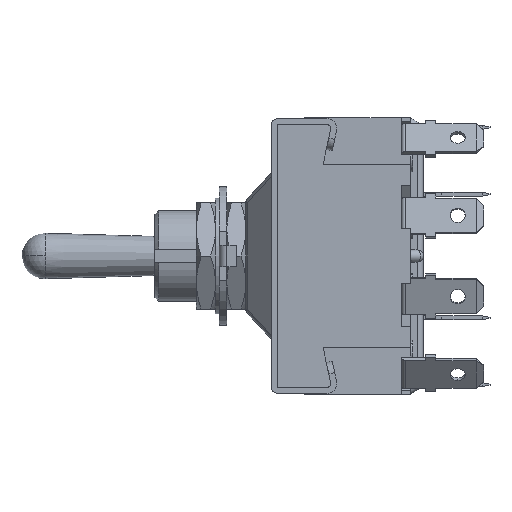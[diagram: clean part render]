
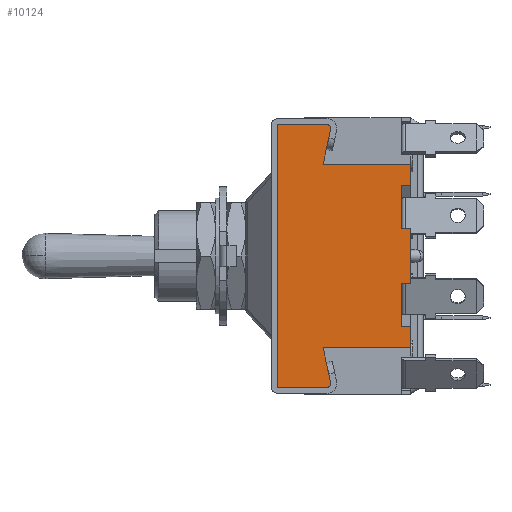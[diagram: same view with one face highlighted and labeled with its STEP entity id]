
A CAD part, left-side view. The second image highlights one B-rep face of the part: STEP entity #10124.
In plain terms, the highlighted planar face has unit normal (-1, 0, 0).
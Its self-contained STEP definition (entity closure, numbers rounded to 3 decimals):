
#9 = LINE ( 'NONE', #12752, #12521 ) ;
#56 = DIRECTION ( 'NONE',  ( 0., 0.21, 0.978 ) ) ;
#86 = CARTESIAN_POINT ( 'NONE',  ( -16.5, -6., -12.1 ) ) ;
#130 = CARTESIAN_POINT ( 'NONE',  ( -16.5, -17.5, 0. ) ) ;
#148 = CARTESIAN_POINT ( 'NONE',  ( -16.5, -16.3, -9.325 ) ) ;
#154 = CARTESIAN_POINT ( 'NONE',  ( -16.5, -17.5, 3.568 ) ) ;
#163 = CARTESIAN_POINT ( 'NONE',  ( -16.5, -16.3, -9.325 ) ) ;
#213 = VERTEX_POINT ( 'NONE', #10693 ) ;
#283 = EDGE_CURVE ( 'NONE', #213, #12078, #7481, .T. ) ;
#379 = CARTESIAN_POINT ( 'NONE',  ( -16.5, -6.5, 17.3 ) ) ;
#394 = ORIENTED_EDGE ( 'NONE', *, *, #2148, .F. ) ;
#402 = CIRCLE ( 'NONE', #2413, 0.5 ) ;
#451 = CARTESIAN_POINT ( 'NONE',  ( -16.5, -6.989, 16.695 ) ) ;
#573 = VERTEX_POINT ( 'NONE', #11668 ) ;
#662 = LINE ( 'NONE', #163, #10851 ) ;
#749 = CARTESIAN_POINT ( 'NONE',  ( -16.5, -6., 12.1 ) ) ;
#763 = CARTESIAN_POINT ( 'NONE',  ( -16.5, -6.5, -16.8 ) ) ;
#858 = DIRECTION ( 'NONE',  ( -1., 0., 0. ) ) ;
#907 = DIRECTION ( 'NONE',  ( 0., 0., -1. ) ) ;
#910 = EDGE_CURVE ( 'NONE', #12078, #8584, #12312, .T. ) ;
#1060 = EDGE_CURVE ( 'NONE', #11569, #4936, #8902, .T. ) ;
#1177 = CARTESIAN_POINT ( 'NONE',  ( -16.5, 0., -17.3 ) ) ;
#1214 = VECTOR ( 'NONE', #56, 1000. ) ;
#1223 = LINE ( 'NONE', #1418, #8917 ) ;
#1224 = PLANE ( 'NONE',  #6693 ) ;
#1418 = CARTESIAN_POINT ( 'NONE',  ( -16.5, -16.3, -9.325 ) ) ;
#1551 = CARTESIAN_POINT ( 'NONE',  ( -16.5, -17.5, 12.1 ) ) ;
#1714 = DIRECTION ( 'NONE',  ( 0., 0., -1. ) ) ;
#1732 = DIRECTION ( 'NONE',  ( 0., -1., 0. ) ) ;
#1779 = LINE ( 'NONE', #12509, #7414 ) ;
#2148 = EDGE_CURVE ( 'NONE', #573, #8584, #9, .T. ) ;
#2226 = CARTESIAN_POINT ( 'NONE',  ( -16.5, 0., 17.3 ) ) ;
#2275 = LINE ( 'NONE', #3005, #6661 ) ;
#2283 = VECTOR ( 'NONE', #5120, 1000. ) ;
#2304 = CARTESIAN_POINT ( 'NONE',  ( -16.5, -17.5, 0. ) ) ;
#2350 = VERTEX_POINT ( 'NONE', #1551 ) ;
#2413 = AXIS2_PLACEMENT_3D ( 'NONE', #763, #858, #907 ) ;
#2435 = LINE ( 'NONE', #7697, #10100 ) ;
#2505 = CARTESIAN_POINT ( 'NONE',  ( -16.5, -6.5, -17.3 ) ) ;
#2809 = CARTESIAN_POINT ( 'NONE',  ( -16.5, -6.989, 16.695 ) ) ;
#2810 = CARTESIAN_POINT ( 'NONE',  ( -16.5, -17.5, 9.325 ) ) ;
#3005 = CARTESIAN_POINT ( 'NONE',  ( -16.5, 0., 0. ) ) ;
#3021 = ORIENTED_EDGE ( 'NONE', *, *, #6172, .F. ) ;
#3152 = VECTOR ( 'NONE', #5032, 1000. ) ;
#3196 = VECTOR ( 'NONE', #7458, 1000. ) ;
#3368 = DIRECTION ( 'NONE',  ( 0., 0., 1. ) ) ;
#3489 = VERTEX_POINT ( 'NONE', #379 ) ;
#3604 = DIRECTION ( 'NONE',  ( 0., -1., 0. ) ) ;
#3651 = EDGE_CURVE ( 'NONE', #8945, #12753, #2435, .T. ) ;
#3902 = EDGE_CURVE ( 'NONE', #12753, #11569, #11199, .T. ) ;
#4055 = CARTESIAN_POINT ( 'NONE',  ( -16.5, 0., -17.3 ) ) ;
#4062 = CARTESIAN_POINT ( 'NONE',  ( -16.5, -6.989, -16.695 ) ) ;
#4098 = VERTEX_POINT ( 'NONE', #1177 ) ;
#4341 = EDGE_CURVE ( 'NONE', #11849, #6497, #12903, .T. ) ;
#4459 = ORIENTED_EDGE ( 'NONE', *, *, #8943, .T. ) ;
#4594 = EDGE_CURVE ( 'NONE', #8945, #4795, #9467, .T. ) ;
#4615 = EDGE_LOOP ( 'NONE', ( #11308, #11091, #4459, #6467, #7397, #7174, #10132, #11916, #8767, #10142, #5038, #5417, #3021, #5716, #5069, #8904, #9399, #6636, #394 ) ) ;
#4795 = VERTEX_POINT ( 'NONE', #9221 ) ;
#4825 = CARTESIAN_POINT ( 'NONE',  ( -16.5, -16.3, -3.568 ) ) ;
#4887 = DIRECTION ( 'NONE',  ( 0., 0., 1. ) ) ;
#4936 = VERTEX_POINT ( 'NONE', #11295 ) ;
#5032 = DIRECTION ( 'NONE',  ( 0., -1., 0. ) ) ;
#5038 = ORIENTED_EDGE ( 'NONE', *, *, #4341, .F. ) ;
#5069 = ORIENTED_EDGE ( 'NONE', *, *, #9050, .T. ) ;
#5120 = DIRECTION ( 'NONE',  ( 0., 0., -1. ) ) ;
#5147 = CARTESIAN_POINT ( 'NONE',  ( -16.5, -6., 12.1 ) ) ;
#5417 = ORIENTED_EDGE ( 'NONE', *, *, #7401, .F. ) ;
#5504 = DIRECTION ( 'NONE',  ( 0., 0., -1. ) ) ;
#5658 = DIRECTION ( 'NONE',  ( 0., -1., 0. ) ) ;
#5716 = ORIENTED_EDGE ( 'NONE', *, *, #10774, .F. ) ;
#5722 = VECTOR ( 'NONE', #5901, 1000. ) ;
#5827 = EDGE_CURVE ( 'NONE', #6418, #8897, #1223, .T. ) ;
#5884 = VECTOR ( 'NONE', #7427, 1000. ) ;
#5901 = DIRECTION ( 'NONE',  ( 0., 0., 1. ) ) ;
#6114 = CARTESIAN_POINT ( 'NONE',  ( -16.5, -16.3, 3.568 ) ) ;
#6146 = CARTESIAN_POINT ( 'NONE',  ( -16.5, -16.3, -3.568 ) ) ;
#6172 = EDGE_CURVE ( 'NONE', #9695, #3489, #11469, .T. ) ;
#6183 = DIRECTION ( 'NONE',  ( 0., -1., 0. ) ) ;
#6418 = VERTEX_POINT ( 'NONE', #4825 ) ;
#6467 = ORIENTED_EDGE ( 'NONE', *, *, #1060, .F. ) ;
#6497 = VERTEX_POINT ( 'NONE', #5147 ) ;
#6516 = CARTESIAN_POINT ( 'NONE',  ( -16.5, -17.5, -12.1 ) ) ;
#6551 = DIRECTION ( 'NONE',  ( 0., 0., -1. ) ) ;
#6636 = ORIENTED_EDGE ( 'NONE', *, *, #910, .T. ) ;
#6661 = VECTOR ( 'NONE', #6940, 1000. ) ;
#6688 = VECTOR ( 'NONE', #12184, 1000. ) ;
#6693 = AXIS2_PLACEMENT_3D ( 'NONE', #10192, #12199, #3368 ) ;
#6698 = CARTESIAN_POINT ( 'NONE',  ( -16.5, 0., 17.3 ) ) ;
#6751 = DIRECTION ( 'NONE',  ( 1., 0., 0. ) ) ;
#6940 = DIRECTION ( 'NONE',  ( 0., 0., 1. ) ) ;
#7155 = EDGE_CURVE ( 'NONE', #2350, #9454, #9151, .T. ) ;
#7174 = ORIENTED_EDGE ( 'NONE', *, *, #3651, .F. ) ;
#7181 = DIRECTION ( 'NONE',  ( 0., -1., 0. ) ) ;
#7212 = VECTOR ( 'NONE', #6183, 1000. ) ;
#7397 = ORIENTED_EDGE ( 'NONE', *, *, #3902, .F. ) ;
#7401 = EDGE_CURVE ( 'NONE', #3489, #11849, #9138, .T. ) ;
#7406 = EDGE_CURVE ( 'NONE', #6497, #2350, #7407, .T. ) ;
#7407 = LINE ( 'NONE', #749, #12864 ) ;
#7414 = VECTOR ( 'NONE', #3604, 1000. ) ;
#7427 = DIRECTION ( 'NONE',  ( 0., 0.21, -0.978 ) ) ;
#7458 = DIRECTION ( 'NONE',  ( 0., 0., -1. ) ) ;
#7481 = LINE ( 'NONE', #4062, #1214 ) ;
#7697 = CARTESIAN_POINT ( 'NONE',  ( -16.5, -16.3, 3.568 ) ) ;
#7833 = LINE ( 'NONE', #6146, #3152 ) ;
#7881 = VECTOR ( 'NONE', #9628, 1000. ) ;
#7899 = CARTESIAN_POINT ( 'NONE',  ( -16.5, -16.3, 9.325 ) ) ;
#8584 = VERTEX_POINT ( 'NONE', #6516 ) ;
#8767 = ORIENTED_EDGE ( 'NONE', *, *, #7155, .F. ) ;
#8897 = VERTEX_POINT ( 'NONE', #148 ) ;
#8902 = LINE ( 'NONE', #10563, #12625 ) ;
#8904 = ORIENTED_EDGE ( 'NONE', *, *, #10266, .T. ) ;
#8917 = VECTOR ( 'NONE', #5504, 1000. ) ;
#8943 = EDGE_CURVE ( 'NONE', #6418, #4936, #7833, .T. ) ;
#8945 = VERTEX_POINT ( 'NONE', #6114 ) ;
#8993 = CARTESIAN_POINT ( 'NONE',  ( -16.5, -17.5, 0. ) ) ;
#9050 = EDGE_CURVE ( 'NONE', #4098, #9382, #9882, .T. ) ;
#9094 = CARTESIAN_POINT ( 'NONE',  ( -16.5, -6., -12.1 ) ) ;
#9138 = CIRCLE ( 'NONE', #10762, 0.5 ) ;
#9151 = LINE ( 'NONE', #2304, #3196 ) ;
#9221 = CARTESIAN_POINT ( 'NONE',  ( -16.5, -16.3, 9.325 ) ) ;
#9346 = FACE_OUTER_BOUND ( 'NONE', #4615, .T. ) ;
#9382 = VERTEX_POINT ( 'NONE', #2505 ) ;
#9399 = ORIENTED_EDGE ( 'NONE', *, *, #283, .T. ) ;
#9454 = VERTEX_POINT ( 'NONE', #2810 ) ;
#9467 = LINE ( 'NONE', #7899, #5722 ) ;
#9628 = DIRECTION ( 'NONE',  ( 0., -1., 0. ) ) ;
#9695 = VERTEX_POINT ( 'NONE', #2226 ) ;
#9731 = CARTESIAN_POINT ( 'NONE',  ( -16.5, -6.5, 16.8 ) ) ;
#9882 = LINE ( 'NONE', #4055, #7212 ) ;
#10100 = VECTOR ( 'NONE', #5658, 1000. ) ;
#10124 = ADVANCED_FACE ( 'NONE', ( #9346 ), #1224, .T. ) ;
#10132 = ORIENTED_EDGE ( 'NONE', *, *, #4594, .T. ) ;
#10142 = ORIENTED_EDGE ( 'NONE', *, *, #7406, .F. ) ;
#10192 = CARTESIAN_POINT ( 'NONE',  ( -16.5, -6.5, 16.8 ) ) ;
#10266 = EDGE_CURVE ( 'NONE', #9382, #213, #402, .T. ) ;
#10563 = CARTESIAN_POINT ( 'NONE',  ( -16.5, -17.5, 0. ) ) ;
#10693 = CARTESIAN_POINT ( 'NONE',  ( -16.5, -6.989, -16.695 ) ) ;
#10762 = AXIS2_PLACEMENT_3D ( 'NONE', #9731, #6751, #4887 ) ;
#10774 = EDGE_CURVE ( 'NONE', #4098, #9695, #2275, .T. ) ;
#10851 = VECTOR ( 'NONE', #7181, 1000. ) ;
#11091 = ORIENTED_EDGE ( 'NONE', *, *, #5827, .F. ) ;
#11199 = LINE ( 'NONE', #8993, #2283 ) ;
#11295 = CARTESIAN_POINT ( 'NONE',  ( -16.5, -17.5, -3.568 ) ) ;
#11308 = ORIENTED_EDGE ( 'NONE', *, *, #12118, .F. ) ;
#11469 = LINE ( 'NONE', #6698, #7881 ) ;
#11569 = VERTEX_POINT ( 'NONE', #130 ) ;
#11668 = CARTESIAN_POINT ( 'NONE',  ( -16.5, -17.5, -9.325 ) ) ;
#11774 = EDGE_CURVE ( 'NONE', #4795, #9454, #1779, .T. ) ;
#11849 = VERTEX_POINT ( 'NONE', #2809 ) ;
#11916 = ORIENTED_EDGE ( 'NONE', *, *, #11774, .T. ) ;
#12078 = VERTEX_POINT ( 'NONE', #86 ) ;
#12118 = EDGE_CURVE ( 'NONE', #8897, #573, #662, .T. ) ;
#12184 = DIRECTION ( 'NONE',  ( 0., -1., 0. ) ) ;
#12199 = DIRECTION ( 'NONE',  ( -1., 0., 0. ) ) ;
#12312 = LINE ( 'NONE', #9094, #6688 ) ;
#12509 = CARTESIAN_POINT ( 'NONE',  ( -16.5, -16.3, 9.325 ) ) ;
#12521 = VECTOR ( 'NONE', #1714, 1000. ) ;
#12625 = VECTOR ( 'NONE', #6551, 1000. ) ;
#12752 = CARTESIAN_POINT ( 'NONE',  ( -16.5, -17.5, 0. ) ) ;
#12753 = VERTEX_POINT ( 'NONE', #154 ) ;
#12864 = VECTOR ( 'NONE', #1732, 1000. ) ;
#12903 = LINE ( 'NONE', #451, #5884 ) ;
